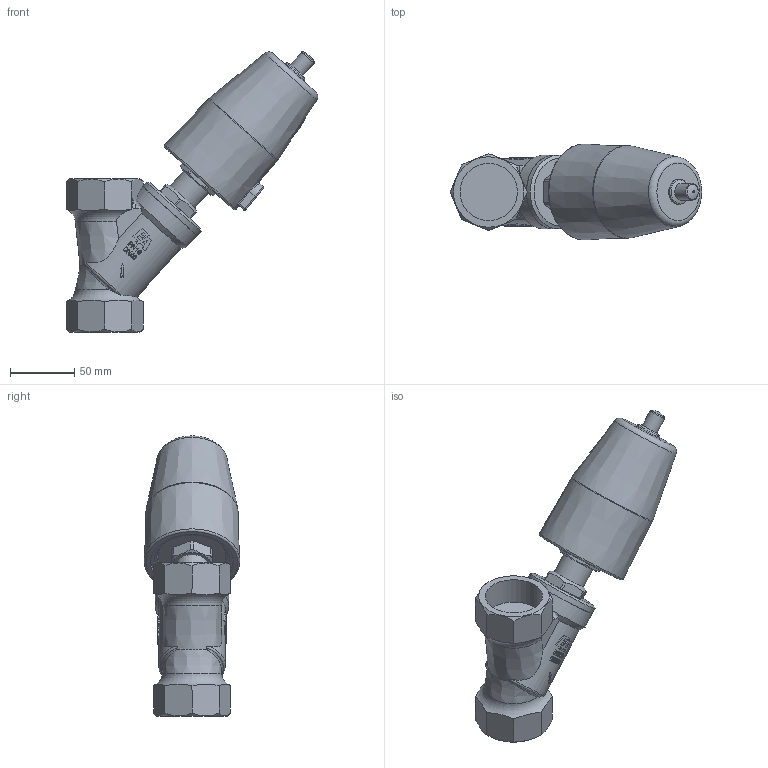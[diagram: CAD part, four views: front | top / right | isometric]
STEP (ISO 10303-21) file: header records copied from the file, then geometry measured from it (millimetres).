
FILE_DESCRIPTION(/* description */ ('DG2D1224040/OS'),/* implementation_level */ '2;1');
FILE_NAME(/* name */ 'DG2D1224040_OS.stp',/* time_stamp */ '2022-01-27T08:53:03+01:00',/* author */ ('hois'),/* organization */ (''),/* preprocessor_version */ 'ST-DEVELOPER v18.1',/* originating_system */ 'Autodesk Inventor 2020',/* authorisation */ '');
FILE_SCHEMA (('AUTOMOTIVE_DESIGN { 1 0 10303 214 3 1 1 }'));
Length unit declared in the file: millimetre
Products named in the file (7): DG2D1224040/OS; GGS0040.23.0033-GM; ETG0040.13.0153; SZY0630.23.0022; DER0650.06.0013; DIN0472-63x2,5; VST1415.08.0013
Assembly tree (6 placements, depth 2):
  DG2D1224040/OS
    GGS0040.23.0033-GM
    ETG0040.13.0153
    SZY0630.23.0022
    DER0650.06.0013
    DIN0472-63x2,5
    VST1415.08.0013
Bounding box: 196.4 x 74.92 x 219.13 mm (x, y, z)
Volume: 430736.2 mm3; surface area: 117405.8 mm2
Topology: 6 solids, 6 shells, 524 faces, 1400 edges, 941 vertices
Faces by surface type: plane 279, bspline 106, cylinder 98, torus 21, cone 19, sphere 1
Full cylindrical faces by diameter (mm): 1.5 x1, 3 x3, 8.566 x1, 8.7 x1, 12 x2, 12.376 x1, 13 x1, 14 x2, 16 x1, 20 x1, 24.376 x1, 26 x1, 44.845 x3, 49 x1, 57.5 x1, 63 x1, 64 x1, 65 x3, 69 x1
Entity records: 19872 total; most frequent: CARTESIAN_POINT 6791, ORIENTED_EDGE 2800, DIRECTION 2550, EDGE_CURVE 1400, AXIS2_PLACEMENT_3D 1009, VERTEX_POINT 941, EDGE_LOOP 587, LINE 532
